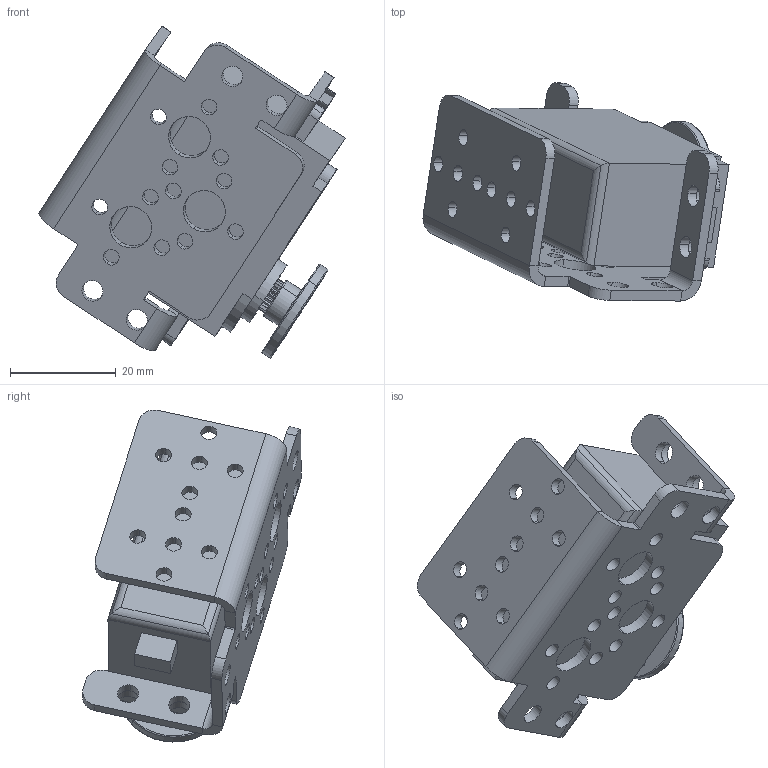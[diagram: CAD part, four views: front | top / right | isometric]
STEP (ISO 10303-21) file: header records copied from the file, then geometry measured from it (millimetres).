
FILE_DESCRIPTION (( 'STEP AP203' ), '1' );
FILE_NAME ('ServomotorBracketManipulador_6R_Predeterminado_sldprt.STEP', '2020-07-02T21:42:05', ( '' ), ( '' ), 'SwSTEP 2.0', 'SolidWorks 2020', '' );
FILE_SCHEMA (( 'CONFIG_CONTROL_DESIGN' ));
Length unit declared in the file: millimetre
Products named in the file (1): ServomotorBracketManipulador_6R_Predeterminado_sldprt
Bounding box: 57.78 x 41.24 x 62.66 mm (x, y, z)
Volume: 32117.7 mm3; surface area: 14037.5 mm2
Topology: 3 solids, 3 shells, 338 faces, 940 edges, 611 vertices
Faces by surface type: plane 170, cylinder 158, torus 8, cone 2
Entity records: 11076 total; most frequent: DIRECTION 1933, CARTESIAN_POINT 1914, ORIENTED_EDGE 1880, EDGE_CURVE 940, AXIS2_PLACEMENT_3D 662, VERTEX_POINT 611, VECTOR 609, LINE 609
